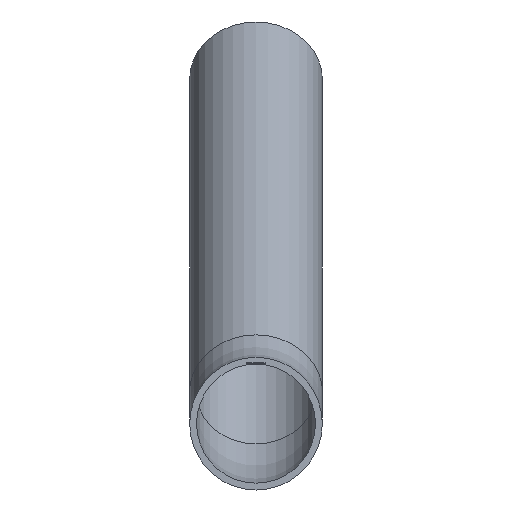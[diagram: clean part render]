
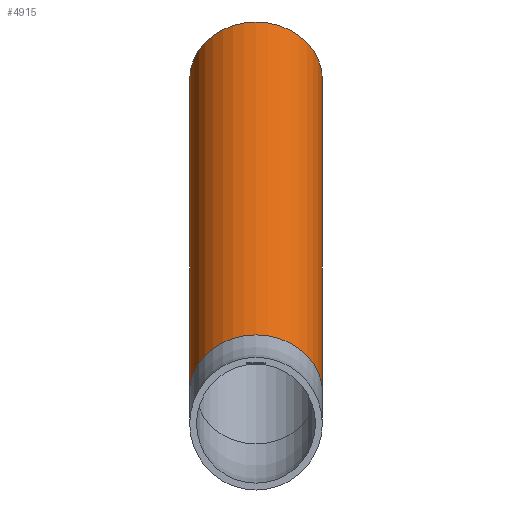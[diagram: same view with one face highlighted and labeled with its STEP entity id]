
A CAD part, front view. The second image highlights one B-rep face of the part: STEP entity #4915.
In plain terms, the highlighted cylindrical face has radius 24.15 mm (diameter 48.3 mm), a full revolution.
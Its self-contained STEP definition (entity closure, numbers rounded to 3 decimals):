
#1218 = CIRCLE ( 'NONE', #7102, 24.15 ) ;
#1700 = CYLINDRICAL_SURFACE ( 'NONE', #4408, 24.15 ) ;
#2056 = CARTESIAN_POINT ( 'NONE',  ( 0., 270.247, 11.388 ) ) ;
#2147 = DIRECTION ( 'NONE',  ( 0., -0.5, 0.866 ) ) ;
#2546 = VERTEX_POINT ( 'NONE', #9928 ) ;
#3688 = CARTESIAN_POINT ( 'NONE',  ( 0., 467.482, 125.261 ) ) ;
#4408 = AXIS2_PLACEMENT_3D ( 'NONE', #2056, #7330, #2147 ) ;
#4433 = CARTESIAN_POINT ( 'NONE',  ( 0., 258.172, 32.302 ) ) ;
#4505 = FACE_OUTER_BOUND ( 'NONE', #4639, .T. ) ;
#4549 = DIRECTION ( 'NONE',  ( 0., 0.866, 0.5 ) ) ;
#4592 = CARTESIAN_POINT ( 'NONE',  ( 0., 270.247, 11.388 ) ) ;
#4639 = EDGE_LOOP ( 'NONE', ( #12481 ) ) ;
#4670 = DIRECTION ( 'NONE',  ( 0., 0.866, 0.5 ) ) ;
#4704 = EDGE_CURVE ( 'NONE', #7030, #7030, #1218, .T. ) ;
#4714 = DIRECTION ( 'NONE',  ( 0., -0.5, 0.866 ) ) ;
#4915 = ADVANCED_FACE ( 'NONE', ( #11351, #4505 ), #1700, .T. ) ;
#7030 = VERTEX_POINT ( 'NONE', #4433 ) ;
#7102 = AXIS2_PLACEMENT_3D ( 'NONE', #4592, #4549, #7725 ) ;
#7330 = DIRECTION ( 'NONE',  ( 0., 0.866, 0.5 ) ) ;
#7725 = DIRECTION ( 'NONE',  ( 0., -0.5, 0.866 ) ) ;
#9246 = AXIS2_PLACEMENT_3D ( 'NONE', #3688, #4670, #4714 ) ;
#9324 = EDGE_CURVE ( 'NONE', #2546, #2546, #10464, .T. ) ;
#9928 = CARTESIAN_POINT ( 'NONE',  ( 0., 455.407, 146.176 ) ) ;
#10464 = CIRCLE ( 'NONE', #9246, 24.15 ) ;
#10487 = ORIENTED_EDGE ( 'NONE', *, *, #4704, .T. ) ;
#11351 = FACE_OUTER_BOUND ( 'NONE', #11536, .T. ) ;
#11536 = EDGE_LOOP ( 'NONE', ( #10487 ) ) ;
#12481 = ORIENTED_EDGE ( 'NONE', *, *, #9324, .F. ) ;
